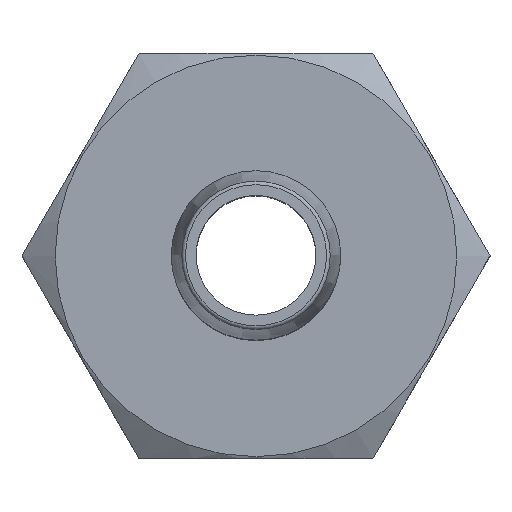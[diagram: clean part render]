
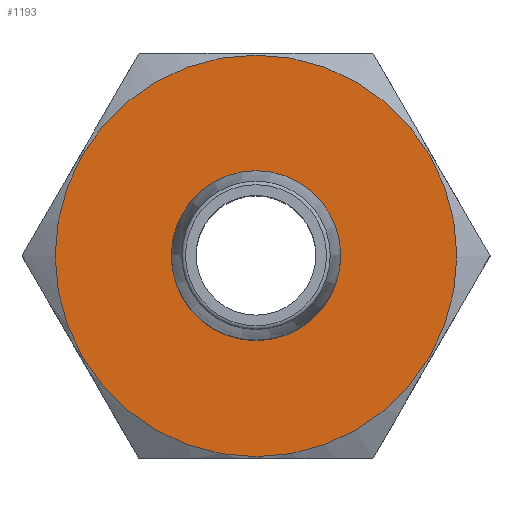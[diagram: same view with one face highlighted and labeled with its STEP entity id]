
A CAD part, top view. The second image highlights one B-rep face of the part: STEP entity #1193.
In plain terms, the highlighted face is planar.
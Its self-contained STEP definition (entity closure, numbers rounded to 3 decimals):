
#558=PLANE('',#1122);
#645=ORIENTED_EDGE('',*,*,#782,.T.);
#646=ORIENTED_EDGE('',*,*,#783,.F.);
#692=CIRCLE('',#1121,10.9);
#693=CIRCLE('',#1123,4.6);
#731=VERTEX_POINT('',#1280);
#732=VERTEX_POINT('',#1283);
#782=EDGE_CURVE('',#731,#731,#692,.T.);
#783=EDGE_CURVE('',#732,#732,#693,.T.);
#818=EDGE_LOOP('',(#645));
#819=EDGE_LOOP('',(#646));
#874=FACE_BOUND('',#818,.T.);
#875=FACE_BOUND('',#819,.T.);
#998=DIRECTION('',(0.,1.,0.));
#999=DIRECTION('',(10.9,0.,0.));
#1000=DIRECTION('',(0.,1.,0.));
#1001=DIRECTION('',(1.,0.,0.));
#1002=DIRECTION('',(0.,1.,0.));
#1003=DIRECTION('',(4.6,0.,0.));
#1121=AXIS2_PLACEMENT_3D('',#1281,#998,#999);
#1122=AXIS2_PLACEMENT_3D('',#1282,#1000,#1001);
#1123=AXIS2_PLACEMENT_3D('',#1284,#1002,#1003);
#1193=ADVANCED_FACE('',(#874,#875),#558,.T.);
#1280=CARTESIAN_POINT('',(18.958,23.584,0.));
#1281=CARTESIAN_POINT('',(8.058,23.584,0.));
#1282=CARTESIAN_POINT('',(18.958,23.584,0.));
#1283=CARTESIAN_POINT('',(12.658,23.584,0.));
#1284=CARTESIAN_POINT('',(8.058,23.584,0.));
